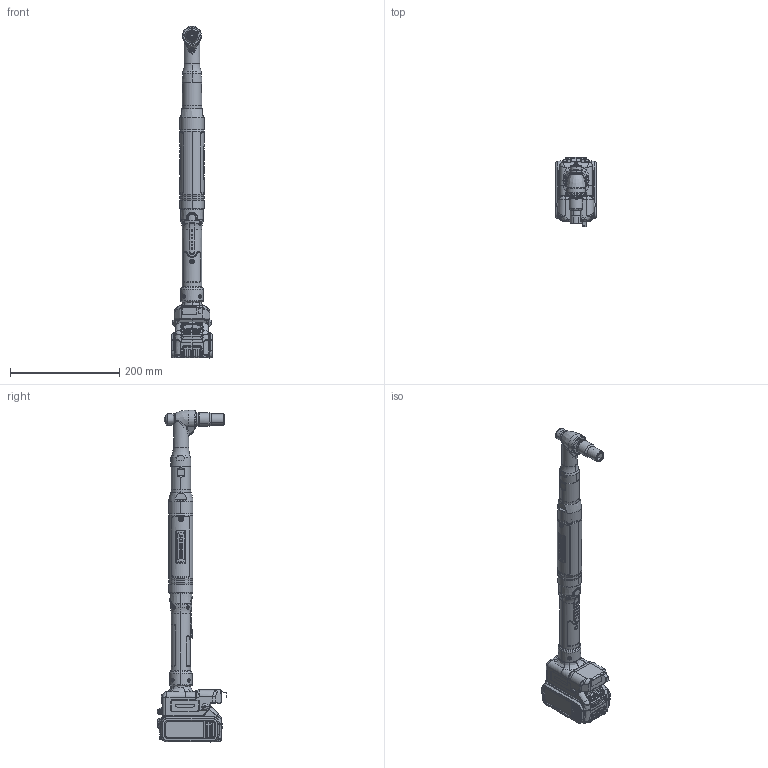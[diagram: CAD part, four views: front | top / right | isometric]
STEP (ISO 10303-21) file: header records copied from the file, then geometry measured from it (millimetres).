
FILE_DESCRIPTION((''),'2;1');
FILE_NAME('B23LH18V1-42_TEST','2016-09-07T',('CEG0317'),(''),'PRO/ENGINEER BY PARAMETRIC TECHNOLOGY CORPORATION, 2010430','PRO/ENGINEER BY PARAMETRIC TECHNOLOGY CORPORATION, 2010430','');
FILE_SCHEMA(('CONFIG_CONTROL_DESIGN'));
Products named in the file (1): B23LH18V1-42_TEST
Bounding box: 75.49 x 126.52 x 607.13 mm (x, y, z)
Surface area: 161688.7 mm2 (no closed solid volume)
Topology: 0 solids, 418 shells, 2119 faces, 9341 edges, 7382 vertices
Faces by surface type: bspline 657, cylinder 623, plane 517, cone 154, torus 101, extrusion 46, sphere 19, revolution 2
Entity records: 152834 total; most frequent: CARTESIAN_POINT 87550, ORIENTED_EDGE 12648, DIRECTION 10609, EDGE_CURVE 9333, VERTEX_POINT 7378, B_SPLINE_CURVE_WITH_KNOTS 3725, VECTOR 3625, LINE 3579
